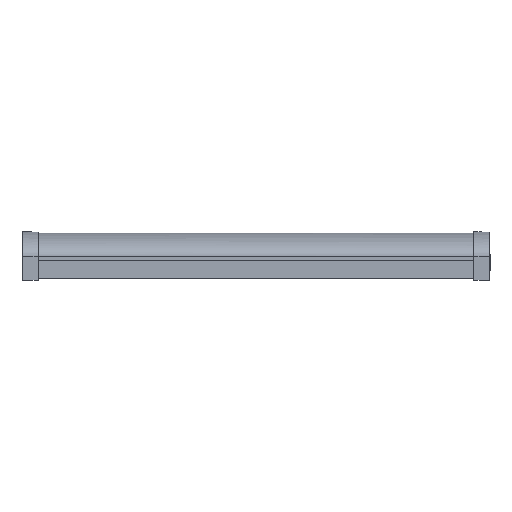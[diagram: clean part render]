
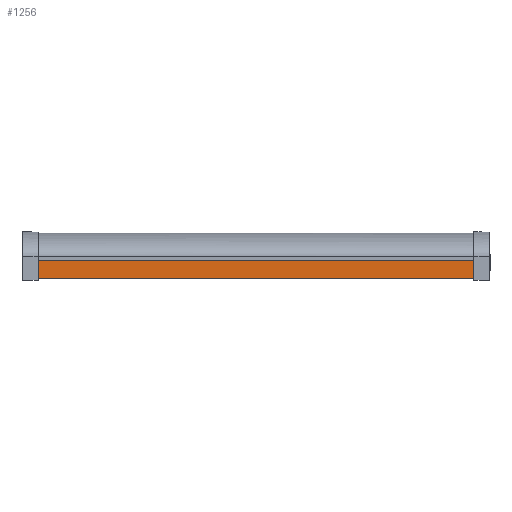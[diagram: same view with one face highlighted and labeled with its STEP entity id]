
A CAD part, left-side view. The second image highlights one B-rep face of the part: STEP entity #1256.
In plain terms, the highlighted planar face has unit normal (-1, 0, 0).
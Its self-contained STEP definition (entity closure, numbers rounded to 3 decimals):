
#57 = DIRECTION ( 'NONE',  ( 0., 0., -1. ) ) ;
#99 = CARTESIAN_POINT ( 'NONE',  ( -80.7, 284., 1.8 ) ) ;
#121 = ORIENTED_EDGE ( 'NONE', *, *, #1624, .F. ) ;
#133 = DIRECTION ( 'NONE',  ( 0., 1., 0. ) ) ;
#151 = AXIS2_PLACEMENT_3D ( 'NONE', #2254, #343, #133 ) ;
#183 = VERTEX_POINT ( 'NONE', #2119 ) ;
#218 = VERTEX_POINT ( 'NONE', #1701 ) ;
#343 = DIRECTION ( 'NONE',  ( -1., 0., 0. ) ) ;
#757 = EDGE_CURVE ( 'NONE', #183, #218, #1369, .T. ) ;
#792 = ORIENTED_EDGE ( 'NONE', *, *, #1402, .F. ) ;
#921 = CARTESIAN_POINT ( 'NONE',  ( -80.7, 284., 25. ) ) ;
#950 = DIRECTION ( 'NONE',  ( 0., -1., 0. ) ) ;
#970 = CARTESIAN_POINT ( 'NONE',  ( -80.7, -284., 25. ) ) ;
#986 = ORIENTED_EDGE ( 'NONE', *, *, #2214, .T. ) ;
#988 = VECTOR ( 'NONE', #1567, 1000. ) ;
#1114 = VERTEX_POINT ( 'NONE', #1767 ) ;
#1120 = LINE ( 'NONE', #921, #1640 ) ;
#1151 = CARTESIAN_POINT ( 'NONE',  ( -80.7, -284., 25. ) ) ;
#1256 = ADVANCED_FACE ( 'NONE', ( #1430 ), #2285, .T. ) ;
#1369 = LINE ( 'NONE', #99, #2012 ) ;
#1392 = LINE ( 'NONE', #2631, #1655 ) ;
#1402 = EDGE_CURVE ( 'NONE', #1417, #218, #1610, .T. ) ;
#1417 = VERTEX_POINT ( 'NONE', #1151 ) ;
#1430 = FACE_OUTER_BOUND ( 'NONE', #2319, .T. ) ;
#1567 = DIRECTION ( 'NONE',  ( 0., 0., -1. ) ) ;
#1594 = DIRECTION ( 'NONE',  ( 0., -1., 0. ) ) ;
#1610 = LINE ( 'NONE', #970, #988 ) ;
#1624 = EDGE_CURVE ( 'NONE', #1114, #1417, #1392, .T. ) ;
#1640 = VECTOR ( 'NONE', #57, 1000. ) ;
#1655 = VECTOR ( 'NONE', #1594, 1000. ) ;
#1701 = CARTESIAN_POINT ( 'NONE',  ( -80.7, -284., 1.8 ) ) ;
#1767 = CARTESIAN_POINT ( 'NONE',  ( -80.7, 284., 25. ) ) ;
#1915 = ORIENTED_EDGE ( 'NONE', *, *, #757, .T. ) ;
#2012 = VECTOR ( 'NONE', #950, 1000. ) ;
#2119 = CARTESIAN_POINT ( 'NONE',  ( -80.7, 284., 1.8 ) ) ;
#2214 = EDGE_CURVE ( 'NONE', #1114, #183, #1120, .T. ) ;
#2254 = CARTESIAN_POINT ( 'NONE',  ( -80.7, -284., 25. ) ) ;
#2285 = PLANE ( 'NONE',  #151 ) ;
#2319 = EDGE_LOOP ( 'NONE', ( #121, #986, #1915, #792 ) ) ;
#2631 = CARTESIAN_POINT ( 'NONE',  ( -80.7, 284., 25. ) ) ;
